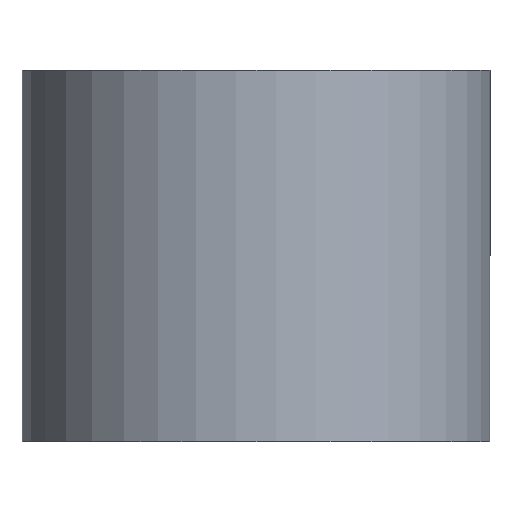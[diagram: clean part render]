
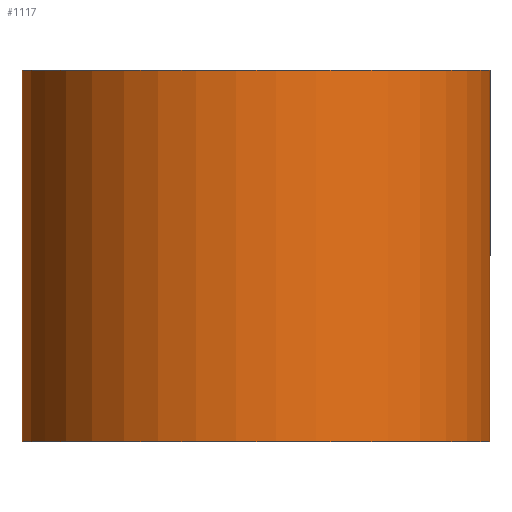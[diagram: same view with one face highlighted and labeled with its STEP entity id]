
A CAD part, left-side view. The second image highlights one B-rep face of the part: STEP entity #1117.
In plain terms, the highlighted cylindrical face has radius 17.675 mm (diameter 35.35 mm), a partial arc.
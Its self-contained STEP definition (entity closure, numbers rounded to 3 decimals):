
#28=CYLINDRICAL_SURFACE('',#1194,17.675);
#50=FACE_OUTER_BOUND('',#110,.T.);
#110=EDGE_LOOP('',(#791,#792,#793,#794));
#166=CIRCLE('',#1186,17.675);
#167=CIRCLE('',#1195,17.675);
#237=LINE('',#1691,#368);
#238=LINE('',#1692,#369);
#368=VECTOR('',#1351,10.);
#369=VECTOR('',#1352,10.);
#479=VERTEX_POINT('',#1643);
#480=VERTEX_POINT('',#1645);
#494=VERTEX_POINT('',#1688);
#495=VERTEX_POINT('',#1689);
#591=EDGE_CURVE('',#479,#480,#166,.T.);
#612=EDGE_CURVE('',#494,#495,#167,.T.);
#613=EDGE_CURVE('',#494,#480,#237,.T.);
#614=EDGE_CURVE('',#495,#479,#238,.T.);
#791=ORIENTED_EDGE('',*,*,#612,.F.);
#792=ORIENTED_EDGE('',*,*,#613,.T.);
#793=ORIENTED_EDGE('',*,*,#591,.F.);
#794=ORIENTED_EDGE('',*,*,#614,.F.);
#1117=ADVANCED_FACE('',(#50),#28,.T.);
#1186=AXIS2_PLACEMENT_3D('',#1646,#1311,#1312);
#1194=AXIS2_PLACEMENT_3D('',#1687,#1347,#1348);
#1195=AXIS2_PLACEMENT_3D('',#1690,#1349,#1350);
#1311=DIRECTION('center_axis',(0.,0.,1.));
#1312=DIRECTION('ref_axis',(1.,0.,0.));
#1347=DIRECTION('center_axis',(0.,0.,1.));
#1348=DIRECTION('ref_axis',(-1.,0.,0.));
#1349=DIRECTION('center_axis',(0.,0.,-1.));
#1350=DIRECTION('ref_axis',(1.,0.,0.));
#1351=DIRECTION('',(0.,0.,1.));
#1352=DIRECTION('',(0.,0.,1.));
#1643=CARTESIAN_POINT('',(-45.052,51.262,28.));
#1645=CARTESIAN_POINT('',(-45.052,18.738,28.));
#1646=CARTESIAN_POINT('Origin',(-51.977,35.,28.));
#1687=CARTESIAN_POINT('Origin',(-51.977,35.,0.));
#1688=CARTESIAN_POINT('',(-45.052,18.738,0.));
#1689=CARTESIAN_POINT('',(-45.052,51.262,0.));
#1690=CARTESIAN_POINT('Origin',(-51.977,35.,0.));
#1691=CARTESIAN_POINT('',(-45.052,18.738,0.));
#1692=CARTESIAN_POINT('',(-45.052,51.262,0.));
